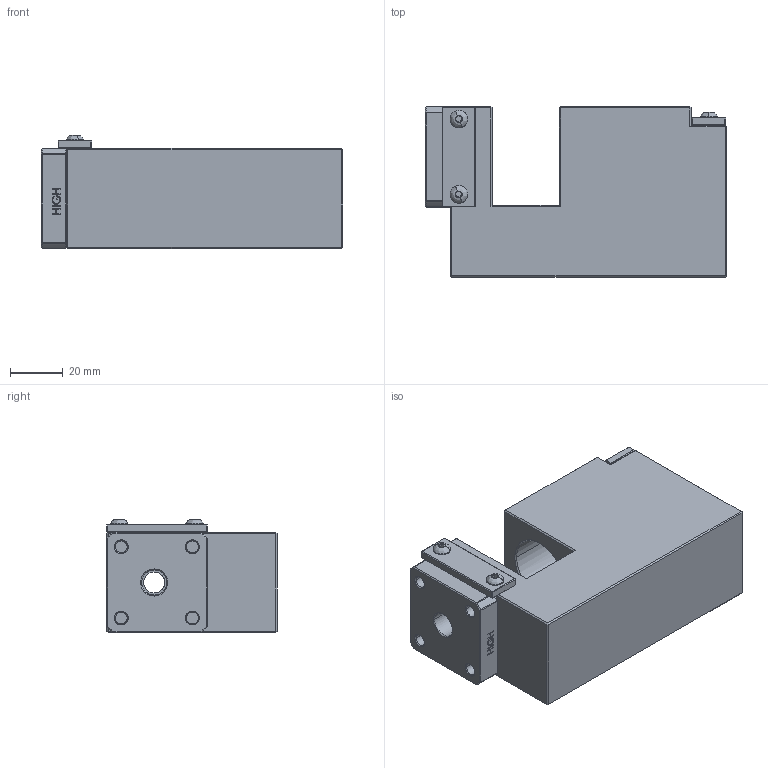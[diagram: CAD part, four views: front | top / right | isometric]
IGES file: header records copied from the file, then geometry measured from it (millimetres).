
Start section: SolidWorks IGES file using analytic representation for surfaces
Global section: file name: OSM100.IGS; native system: SolidWorks 2007; preprocessor: SolidWorks 2007; author: tmiller; date: 080913.175615; units: inch
Bounding box: 114.3 x 64.77 x 43 mm (x, y, z)
Surface area: 41489.3 mm2 (no closed solid volume)
Topology: 0 solids, 0 shells, 1287 faces, 9771 edges, 9763 vertices
Faces by surface type: bspline 1036, revolution 251
